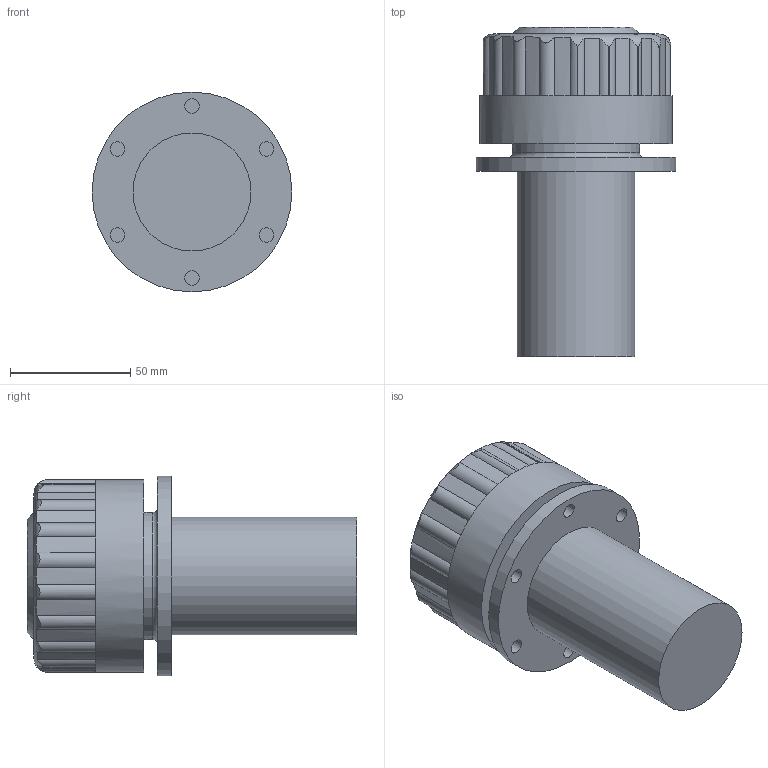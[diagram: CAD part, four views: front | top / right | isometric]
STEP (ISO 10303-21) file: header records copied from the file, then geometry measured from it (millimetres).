
FILE_DESCRIPTION( ( 'STEP AP214' ), '1' );
FILE_NAME( 'K0471.77.stp', '2020-12-08T09:28:01', ( '' ), ( '' ), ' ', 'PARTsolutions', ' ' );
FILE_SCHEMA( ( 'AUTOMOTIVE_DESIGN { 1 0 10303 214 1 1 1 1 }' ) );
Length unit declared in the file: millimetre
Products named in the file (1): _K0471.77
Bounding box: 83 x 137 x 83 mm (x, y, z)
Volume: 413454.9 mm3; surface area: 42437.1 mm2
Topology: 1 solids, 1 shells, 73 faces, 206 edges, 139 vertices
Faces by surface type: cylinder 56, plane 14, torus 2, cone 1
Full cylindrical faces by diameter (mm): 6 x6, 49 x1, 52.8 x1, 80 x1, 83 x1
Entity records: 3292 total; most frequent: CARTESIAN_POINT 855, DIRECTION 390, ORIENTED_EDGE 370, EDGE_CURVE 185, AXIS2_PLACEMENT_3D 168, VERTEX_POINT 131, EDGE_LOOP 102, CIRCLE 94
